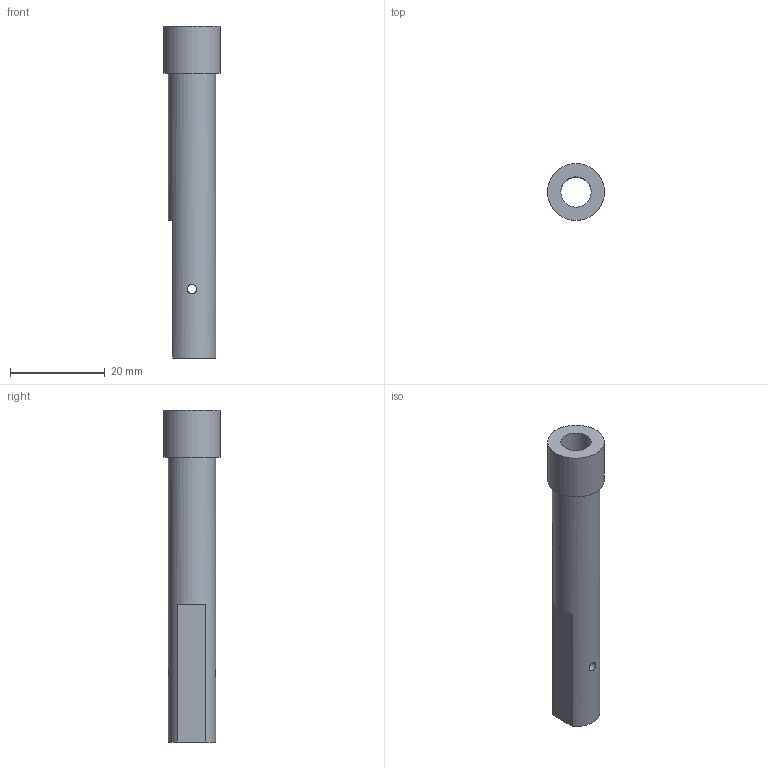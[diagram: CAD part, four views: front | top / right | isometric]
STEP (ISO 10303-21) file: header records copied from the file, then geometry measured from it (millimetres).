
FILE_DESCRIPTION(/* description */ (''),/* implementation_level */ '2;1');
FILE_NAME(/* name */ 'дуло v7.step',/* time_stamp */ '2022-03-13T18:52:24+03:00',/* author */ (''),/* organization */ (''),/* preprocessor_version */ 'ST-DEVELOPER v18.1',/* originating_system */ 'Autodesk Translation Framework v10.13.0.1454',/* authorisation */ '');
FILE_SCHEMA (('AUTOMOTIVE_DESIGN { 1 0 10303 214 3 1 1 }'));
Length unit declared in the file: millimetre
Products named in the file (1): дуло
Bounding box: 12 x 12 x 70 mm (x, y, z)
Volume: 3461.5 mm3; surface area: 3828.9 mm2
Topology: 1 solids, 1 shells, 10 faces, 27 edges, 20 vertices
Faces by surface type: cylinder 5, plane 5
Full cylindrical faces by diameter (mm): 2 x2, 6.4 x1, 10 x1, 12 x1
Entity records: 492 total; most frequent: CARTESIAN_POINT 198, ORIENTED_EDGE 54, DIRECTION 47, EDGE_CURVE 27, VERTEX_POINT 20, AXIS2_PLACEMENT_3D 19, EDGE_LOOP 17, FACE_OUTER_BOUND 10
